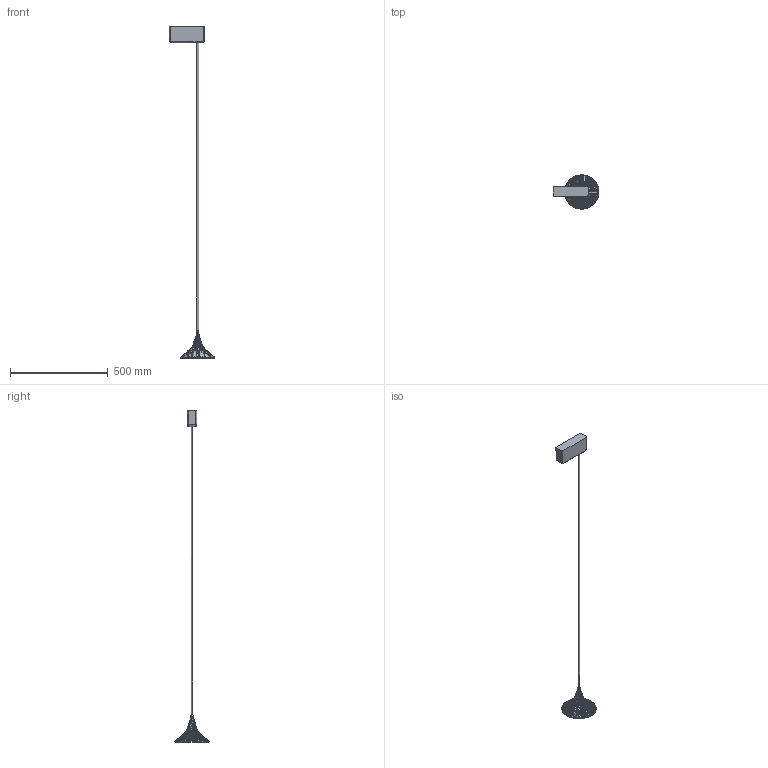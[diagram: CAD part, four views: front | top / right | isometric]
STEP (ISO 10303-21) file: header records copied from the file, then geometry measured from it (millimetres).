
FILE_DESCRIPTION(/* description */ (''),/* implementation_level */ '2;1');
FILE_NAME(/* name */ 'Unterlinden Indoor',/* time_stamp */ '2025-02-19T17:30:11+01:00',/* author */ (''),/* organization */ (''),/* preprocessor_version */ 'ST-DEVELOPER v16.5',/* originating_system */ 'Rhino 7.38',/* authorisation */ '');
FILE_SCHEMA (('AUTOMOTIVE_DESIGN'));
Length unit declared in the file: millimetre
Products named in the file (12): Document; Blocco 12; Blocco 11; Blocco 10; Blocco 09; Blocco 08; Blocco 07; Blocco 06; Blocco 05; Blocco 02; Blocco 01; Blocco 04
Assembly tree (11 placements, depth 2):
  Document
    Blocco 12
    Blocco 11
    Blocco 10
    Blocco 09
    Blocco 08
    Blocco 07
    Blocco 06
    Blocco 05
    Blocco 02
    Blocco 01
    Blocco 04
Bounding box: 233.55 x 175 x 1699.64 mm (x, y, z)
Surface area: 237174.6 mm2 (no closed solid volume)
Topology: 0 solids, 247 shells, 247 faces, 1257 edges, 1249 vertices
Faces by surface type: bspline 210, cylinder 20, plane 17
Entity records: 42269 total; most frequent: CARTESIAN_POINT 34611, ORIENTED_EDGE 1251, EDGE_CURVE 1251, VERTEX_POINT 1251, B_SPLINE_CURVE_WITH_KNOTS 992, EDGE_LOOP 253, PRESENTATION_LAYER_ASSIGNMENT 247, SHELL_BASED_SURFACE_MODEL 247
